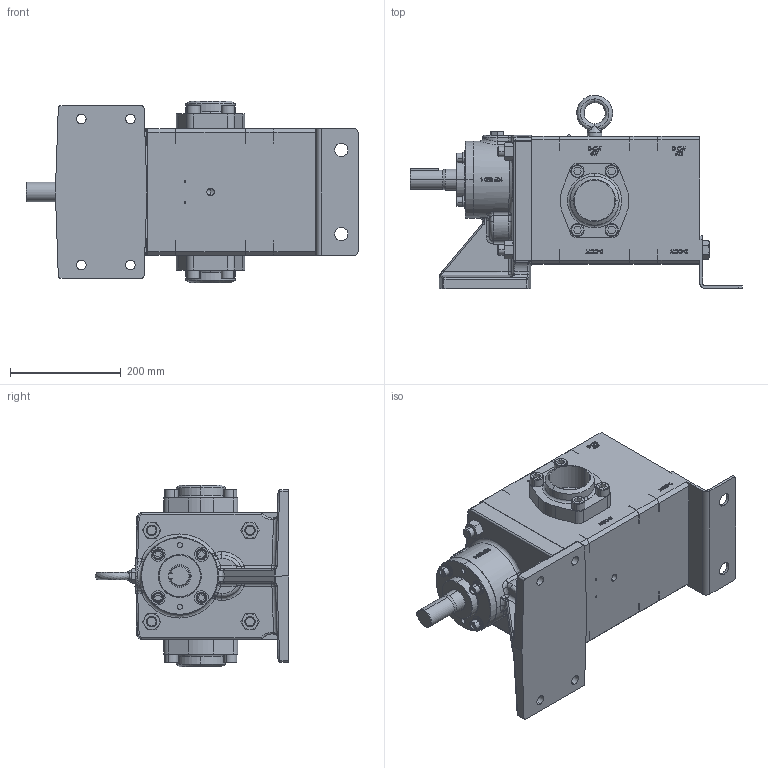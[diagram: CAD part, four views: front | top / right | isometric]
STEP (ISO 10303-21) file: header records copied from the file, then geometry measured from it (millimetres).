
FILE_DESCRIPTION (( 'STEP AP214' ), '1' );
FILE_NAME ('GPV-1440-025-U.STEP', '2018-10-31T20:33:15', ( '' ), ( '' ), 'SwSTEP 2.0', 'SolidWorks 2017', '' );
FILE_SCHEMA (( 'AUTOMOTIVE_DESIGN' ));
Length unit declared in the file: inch
Products named in the file (1): GPV-1440-025-U
Bounding box: 600.28 x 349.45 x 328.68 mm (x, y, z)
Volume: 21801434 mm3; surface area: 798588.2 mm2
Topology: 1 solids, 1 shells, 2220 faces, 5601 edges, 3641 vertices
Faces by surface type: plane 1248, bspline 528, cylinder 277, cone 129, sphere 30, torus 8
Entity records: 118199 total; most frequent: CARTESIAN_POINT 48808, ORIENTED_EDGE 11174, DIRECTION 8386, EDGE_CURVE 5587, VERTEX_POINT 3641, LINE 3638, VECTOR 3638, EDGE_LOOP 2522
